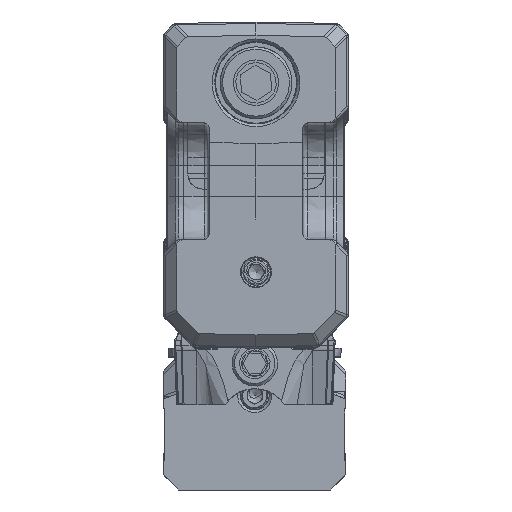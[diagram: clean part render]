
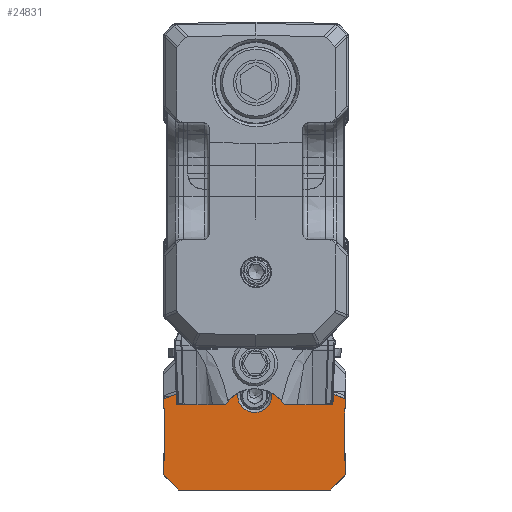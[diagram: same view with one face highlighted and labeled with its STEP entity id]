
A CAD part, front view. The second image highlights one B-rep face of the part: STEP entity #24831.
In plain terms, the highlighted planar face has unit normal (0, -1, 0).
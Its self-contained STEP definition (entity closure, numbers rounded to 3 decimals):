
#21370=FACE_BOUND('',#39379,.T.);
#21371=FACE_BOUND('',#39380,.T.);
#24831=ADVANCED_FACE('',(#21370,#21371),#29039,.F.);
#29039=PLANE('',#120266);
#39379=EDGE_LOOP('',(#57792,#57793,#57794,#57795,#57796,#57797,#57798,#57799,
#57800,#57801,#57802,#57803,#57804,#57805,#57806,#57807,#57808,#57809,#57810,
#57811,#57812,#57813));
#39380=EDGE_LOOP('',(#57814));
#57792=ORIENTED_EDGE('',*,*,#87140,.T.);
#57793=ORIENTED_EDGE('',*,*,#84235,.T.);
#57794=ORIENTED_EDGE('',*,*,#84236,.F.);
#57795=ORIENTED_EDGE('',*,*,#84254,.T.);
#57796=ORIENTED_EDGE('',*,*,#87139,.T.);
#57797=ORIENTED_EDGE('',*,*,#86888,.T.);
#57798=ORIENTED_EDGE('',*,*,#84822,.F.);
#57799=ORIENTED_EDGE('',*,*,#86955,.T.);
#57800=ORIENTED_EDGE('',*,*,#87127,.T.);
#57801=ORIENTED_EDGE('',*,*,#84309,.T.);
#57802=ORIENTED_EDGE('',*,*,#84295,.T.);
#57803=ORIENTED_EDGE('',*,*,#84284,.T.);
#57804=ORIENTED_EDGE('',*,*,#84809,.T.);
#57805=ORIENTED_EDGE('',*,*,#86958,.F.);
#57806=ORIENTED_EDGE('',*,*,#86606,.F.);
#57807=ORIENTED_EDGE('',*,*,#86608,.F.);
#57808=ORIENTED_EDGE('',*,*,#87017,.F.);
#57809=ORIENTED_EDGE('',*,*,#84760,.T.);
#57810=ORIENTED_EDGE('',*,*,#87019,.T.);
#57811=ORIENTED_EDGE('',*,*,#86913,.T.);
#57812=ORIENTED_EDGE('',*,*,#86912,.T.);
#57813=ORIENTED_EDGE('',*,*,#86593,.T.);
#57814=ORIENTED_EDGE('',*,*,#84536,.T.);
#73641=VERTEX_POINT('',#170104);
#73642=VERTEX_POINT('',#170106);
#73643=VERTEX_POINT('',#170110);
#73658=VERTEX_POINT('',#170144);
#73679=VERTEX_POINT('',#170201);
#73682=VERTEX_POINT('',#170206);
#73692=VERTEX_POINT('',#170230);
#73701=VERTEX_POINT('',#170254);
#73887=VERTEX_POINT('',#170818);
#74065=VERTEX_POINT('',#171325);
#74066=VERTEX_POINT('',#171327);
#74112=VERTEX_POINT('',#171486);
#74121=VERTEX_POINT('',#171510);
#74122=VERTEX_POINT('',#171512);
#75247=VERTEX_POINT('',#183132);
#75248=VERTEX_POINT('',#183134);
#75254=VERTEX_POINT('',#183155);
#75255=VERTEX_POINT('',#183157);
#75256=VERTEX_POINT('',#183161);
#75374=VERTEX_POINT('',#184841);
#75385=VERTEX_POINT('',#184924);
#75386=VERTEX_POINT('',#184928);
#75400=VERTEX_POINT('',#185083);
#84235=EDGE_CURVE('',#73641,#73642,#96823,.T.);
#84236=EDGE_CURVE('',#73643,#73642,#96824,.T.);
#84254=EDGE_CURVE('',#73643,#73658,#96837,.T.);
#84284=EDGE_CURVE('',#73679,#73682,#96858,.T.);
#84295=EDGE_CURVE('',#73692,#73679,#96864,.T.);
#84309=EDGE_CURVE('',#73701,#73692,#96875,.T.);
#84536=EDGE_CURVE('',#73887,#73887,#111165,.T.);
#84760=EDGE_CURVE('',#74066,#74065,#97087,.T.);
#84809=EDGE_CURVE('',#73682,#74112,#97106,.T.);
#84822=EDGE_CURVE('',#74121,#74122,#97116,.T.);
#86593=EDGE_CURVE('',#75248,#75247,#97744,.T.);
#86606=EDGE_CURVE('',#75255,#75254,#111725,.T.);
#86608=EDGE_CURVE('',#75256,#75255,#97757,.T.);
#86888=EDGE_CURVE('',#75374,#74122,#97905,.T.);
#86912=EDGE_CURVE('',#75385,#75248,#111759,.T.);
#86913=EDGE_CURVE('',#75386,#75385,#97921,.T.);
#86955=EDGE_CURVE('',#74121,#75400,#97955,.T.);
#86958=EDGE_CURVE('',#75254,#74112,#97958,.T.);
#87017=EDGE_CURVE('',#74066,#75256,#111775,.T.);
#87019=EDGE_CURVE('',#74065,#75386,#111776,.T.);
#87127=EDGE_CURVE('',#75400,#73701,#98056,.T.);
#87139=EDGE_CURVE('',#73658,#75374,#98068,.T.);
#87140=EDGE_CURVE('',#75247,#73641,#98069,.T.);
#96823=LINE('',#170107,#105144);
#96824=LINE('',#170109,#105145);
#96837=LINE('',#170145,#105158);
#96858=LINE('',#170207,#105179);
#96864=LINE('',#170229,#105185);
#96875=LINE('',#170257,#105196);
#97087=LINE('',#171326,#105408);
#97106=LINE('',#171487,#105427);
#97116=LINE('',#171511,#105437);
#97744=LINE('',#183133,#106138);
#97757=LINE('',#183162,#106151);
#97905=LINE('',#184843,#106299);
#97921=LINE('',#184927,#106315);
#97955=LINE('',#185084,#106349);
#97958=LINE('',#185090,#106352);
#98056=LINE('',#185757,#106450);
#98068=LINE('',#185787,#106462);
#98069=LINE('',#185790,#106463);
#105144=VECTOR('',#133073,1.);
#105145=VECTOR('',#133076,1.);
#105158=VECTOR('',#133103,1.);
#105179=VECTOR('',#133158,1.);
#105185=VECTOR('',#133178,1.);
#105196=VECTOR('',#133201,1.);
#105408=VECTOR('',#134143,1.);
#105427=VECTOR('',#134204,1.);
#105437=VECTOR('',#134224,1.);
#106138=VECTOR('',#136959,1.);
#106151=VECTOR('',#136986,1.);
#106299=VECTOR('',#137502,1.);
#106315=VECTOR('',#137584,1.);
#106349=VECTOR('',#137674,1.);
#106352=VECTOR('',#137681,1.);
#106450=VECTOR('',#138105,1.);
#106462=VECTOR('',#138153,1.);
#106463=VECTOR('',#138158,1.);
#111165=CIRCLE('',#118608,1.7);
#111725=CIRCLE('',#119833,0.8);
#111759=CIRCLE('',#120050,0.8);
#111775=CIRCLE('',#120142,0.8);
#111776=CIRCLE('',#120146,0.8);
#118608=AXIS2_PLACEMENT_3D('',#170817,#133678,#133679);
#119833=AXIS2_PLACEMENT_3D('',#183158,#136981,#136982);
#120050=AXIS2_PLACEMENT_3D('',#184925,#137580,#137581);
#120142=AXIS2_PLACEMENT_3D('',#185407,#137825,#137826);
#120146=AXIS2_PLACEMENT_3D('',#185412,#137834,#137835);
#120266=AXIS2_PLACEMENT_3D('',#185792,#138161,#138162);
#133073=DIRECTION('',(1.,0.,0.));
#133076=DIRECTION('',(0.,0.,1.));
#133103=DIRECTION('',(-1.,0.,0.));
#133158=DIRECTION('',(1.,0.,0.));
#133178=DIRECTION('',(0.,0.,1.));
#133201=DIRECTION('',(-1.,0.,0.));
#133678=DIRECTION('',(0.,1.,0.));
#133679=DIRECTION('',(-1.,0.,0.));
#134143=DIRECTION('',(-1.,0.,0.));
#134204=DIRECTION('',(0.,0.,1.));
#134224=DIRECTION('',(-1.,0.,0.));
#136959=DIRECTION('',(-0.94,0.,-0.342));
#136981=DIRECTION('',(0.,-1.,0.));
#136982=DIRECTION('',(-1.,0.,0.));
#136986=DIRECTION('',(-0.5,0.,-0.866));
#137502=DIRECTION('',(0.707,0.,-0.707));
#137580=DIRECTION('',(0.,1.,0.));
#137581=DIRECTION('',(-1.,0.,0.));
#137584=DIRECTION('',(0.5,0.,-0.866));
#137674=DIRECTION('',(0.707,0.,0.707));
#137681=DIRECTION('',(0.94,0.,-0.342));
#137825=DIRECTION('',(0.,1.,0.));
#137826=DIRECTION('',(-1.,0.,0.));
#137834=DIRECTION('',(0.,-1.,0.));
#137835=DIRECTION('',(-1.,0.,0.));
#138105=DIRECTION('',(0.,0.,1.));
#138153=DIRECTION('',(0.,0.,-1.));
#138158=DIRECTION('',(0.,0.,-1.));
#138161=DIRECTION('',(0.,1.,0.));
#138162=DIRECTION('',(0.,0.,1.));
#170104=CARTESIAN_POINT('',(-9.,862.5,-38.2));
#170106=CARTESIAN_POINT('',(-8.885,862.5,-38.2));
#170107=CARTESIAN_POINT('',(0.,862.5,-38.2));
#170109=CARTESIAN_POINT('',(-8.885,862.5,-46.2));
#170110=CARTESIAN_POINT('',(-8.885,862.5,-43.285));
#170144=CARTESIAN_POINT('',(-9.,862.5,-43.285));
#170145=CARTESIAN_POINT('',(0.,862.5,-43.285));
#170201=CARTESIAN_POINT('',(8.885,862.5,-38.2));
#170206=CARTESIAN_POINT('',(9.,862.5,-38.2));
#170207=CARTESIAN_POINT('',(0.,862.5,-38.2));
#170229=CARTESIAN_POINT('',(8.885,862.5,-46.2));
#170230=CARTESIAN_POINT('',(8.885,862.5,-43.285));
#170254=CARTESIAN_POINT('',(9.,862.5,-43.285));
#170257=CARTESIAN_POINT('',(0.,862.5,-43.285));
#170817=CARTESIAN_POINT('',(0.,862.5,-36.874));
#170818=CARTESIAN_POINT('',(-1.7,862.5,-36.874));
#171325=CARTESIAN_POINT('',(-5.922,862.5,-33.2));
#171326=CARTESIAN_POINT('',(0.,862.5,-33.2));
#171327=CARTESIAN_POINT('',(5.922,862.5,-33.2));
#171486=CARTESIAN_POINT('',(9.,862.5,-37.2));
#171487=CARTESIAN_POINT('',(9.,862.5,-46.2));
#171510=CARTESIAN_POINT('',(7.5,862.5,-46.2));
#171511=CARTESIAN_POINT('',(0.,862.5,-46.2));
#171512=CARTESIAN_POINT('',(-7.5,862.5,-46.2));
#183132=CARTESIAN_POINT('',(-9.,862.5,-37.2));
#183133=CARTESIAN_POINT('',(-3.945,862.5,-35.36));
#183134=CARTESIAN_POINT('',(-5.922,862.5,-36.08));
#183155=CARTESIAN_POINT('',(5.922,862.5,-36.08));
#183157=CARTESIAN_POINT('',(5.502,862.5,-34.928));
#183158=CARTESIAN_POINT('',(6.195,862.5,-35.328));
#183161=CARTESIAN_POINT('',(5.985,862.5,-34.092));
#183162=CARTESIAN_POINT('',(-0.754,862.5,-45.765));
#184841=CARTESIAN_POINT('',(-9.,862.5,-44.7));
#184843=CARTESIAN_POINT('',(-3.75,862.5,-49.95));
#184924=CARTESIAN_POINT('',(-5.502,862.5,-34.928));
#184925=CARTESIAN_POINT('',(-6.195,862.5,-35.328));
#184927=CARTESIAN_POINT('',(0.754,862.5,-45.765));
#184928=CARTESIAN_POINT('',(-5.985,862.5,-34.092));
#185083=CARTESIAN_POINT('',(9.,862.5,-44.7));
#185084=CARTESIAN_POINT('',(3.75,862.5,-49.95));
#185090=CARTESIAN_POINT('',(3.945,862.5,-35.36));
#185407=CARTESIAN_POINT('',(5.292,862.5,-33.692));
#185412=CARTESIAN_POINT('',(-5.292,862.5,-33.692));
#185757=CARTESIAN_POINT('',(9.,862.5,-46.2));
#185787=CARTESIAN_POINT('',(-9.,862.5,-46.2));
#185790=CARTESIAN_POINT('',(-9.,862.5,-46.2));
#185792=CARTESIAN_POINT('',(0.,862.5,-46.2));
